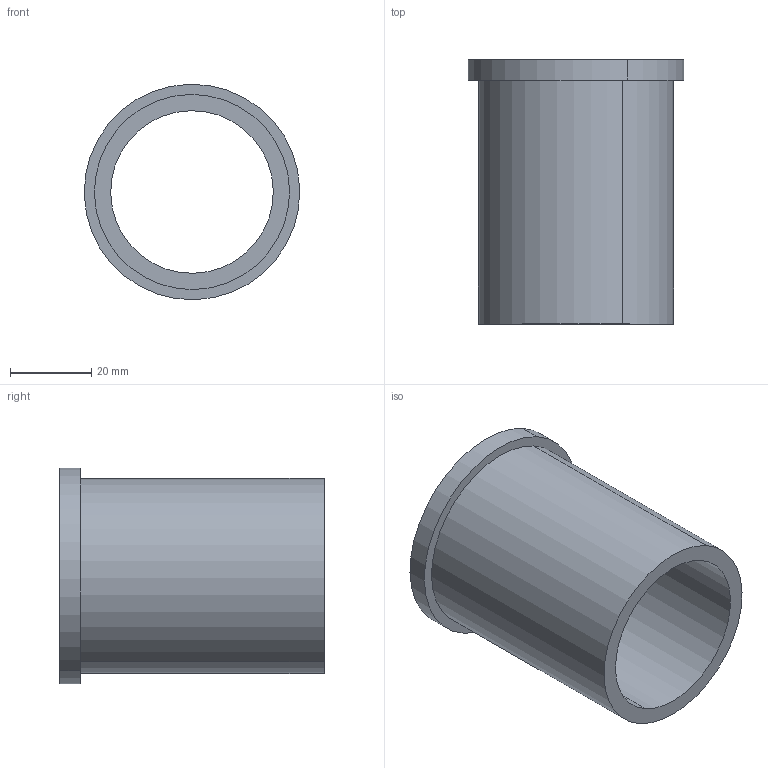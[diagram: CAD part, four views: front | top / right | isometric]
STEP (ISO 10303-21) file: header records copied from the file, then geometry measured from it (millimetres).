
FILE_DESCRIPTION(('CATIA V5 STEP Exchange'),'2;1');
FILE_NAME('Bucsa_de_ghidare.stp','2024-03-02T21:20:11+00:00',('none'),('none'),'CATIA Version 5 Release 21 GA (IN-10)','CATIA V5 STEP AP203','none');
FILE_SCHEMA(('CONFIG_CONTROL_DESIGN'));
Length unit declared in the file: millimetre
Products named in the file (1): Bucsa_de_ghidare
Bounding box: 52.99 x 65 x 52.99 mm (x, y, z)
Volume: 37778 mm3; surface area: 19840.1 mm2
Topology: 1 solids, 1 shells, 11 faces, 22 edges, 14 vertices
Faces by surface type: cylinder 6, plane 3, cone 2
Entity records: 315 total; most frequent: CARTESIAN_POINT 46, ORIENTED_EDGE 44, DIRECTION 40, AXIS2_PLACEMENT_3D 24, EDGE_CURVE 22, CIRCLE 14, EDGE_LOOP 14, VERTEX_POINT 14
